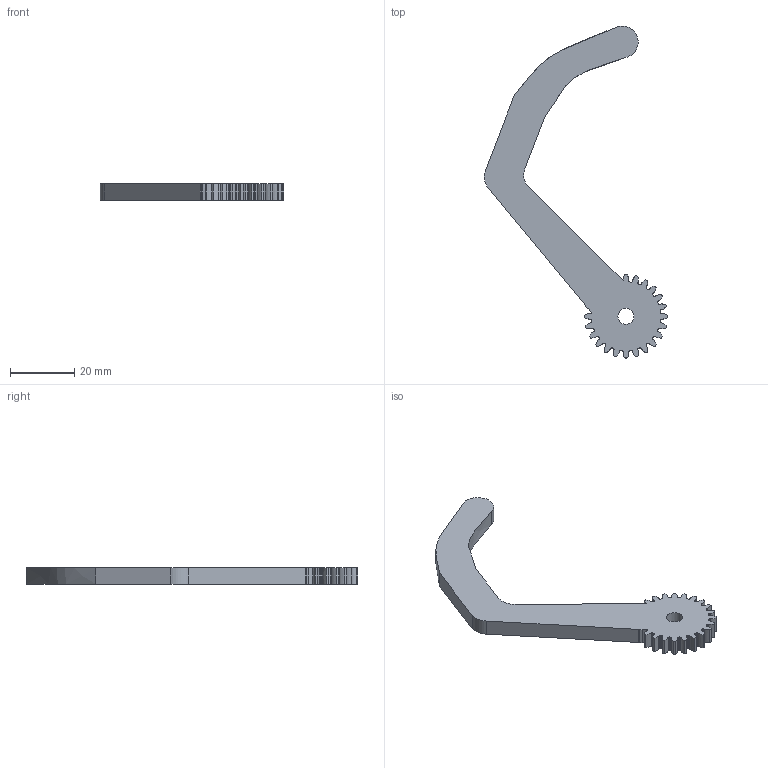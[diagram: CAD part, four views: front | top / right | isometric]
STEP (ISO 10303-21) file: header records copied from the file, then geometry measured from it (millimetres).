
FILE_DESCRIPTION(/* description */ (''),/* implementation_level */ '2;1');
FILE_NAME(/* name */ 'left claw v3.step',/* time_stamp */ '2022-02-02T20:34:55+03:00',/* author */ (''),/* organization */ (''),/* preprocessor_version */ 'ST-DEVELOPER v18.1',/* originating_system */ 'Autodesk Translation Framework v10.13.0.1454',/* authorisation */ '');
FILE_SCHEMA (('AUTOMOTIVE_DESIGN { 1 0 10303 214 3 1 1 }'));
Length unit declared in the file: millimetre
Products named in the file (3): left claw; claw v0.0; Spur Gear (24 teeth)
Assembly tree (2 placements, depth 2):
  left claw
    claw v0.0
    Spur Gear (24 teeth)
Bounding box: 57.2 x 103.62 x 5 mm (x, y, z)
Volume: 8214.3 mm3; surface area: 5123.4 mm2
Topology: 1 solids, 1 shells, 164 faces, 486 edges, 324 vertices
Faces by surface type: cylinder 79, plane 44, bspline 41
Full cylindrical faces by diameter (mm): 5 x1
Entity records: 9908 total; most frequent: CARTESIAN_POINT 5607, ORIENTED_EDGE 972, DIRECTION 816, EDGE_CURVE 486, VERTEX_POINT 324, AXIS2_PLACEMENT_3D 286, LINE 244, VECTOR 244
